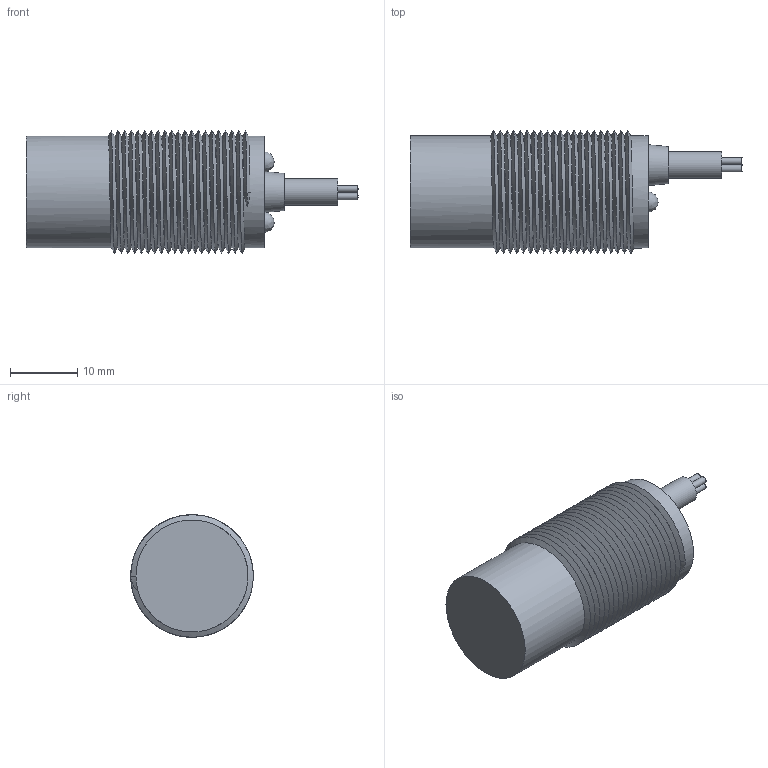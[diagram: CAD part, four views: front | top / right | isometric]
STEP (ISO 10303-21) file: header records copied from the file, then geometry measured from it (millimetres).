
FILE_DESCRIPTION( ('This file contains a STEP AP42 implementation' ,'as created by ZW3D STEP Interface translator.') ,'2;1' );
FILE_NAME( 'ECS2-1816X-X4SX.stp' ,'20 523.105845', (''), ('ZWCAD Software Co.'), 'Version 1.0', 'ZW3D to STEP translator', '' );
FILE_SCHEMA(('AUTOMOTIVE_DESIGN'));
Length unit declared in the file: millimetre
Products named in the file (2): 0; ECS2-1816X-X4SX
Bounding box: 49.5 x 18.26 x 18.26 mm (x, y, z)
Volume: 8382.5 mm3; surface area: 3582.8 mm2
Topology: 1 solids, 1 shells, 43 faces, 101 edges, 66 vertices
Faces by surface type: bspline 43
Entity records: 2433 total; most frequent: CARTESIAN_POINT 1801, ORIENTED_EDGE 198, EDGE_CURVE 99, VERTEX_POINT 66, EDGE_LOOP 51, FACE_OUTER_BOUND 43, ADVANCED_FACE 43, OVER_RIDING_STYLED_ITEM 43
